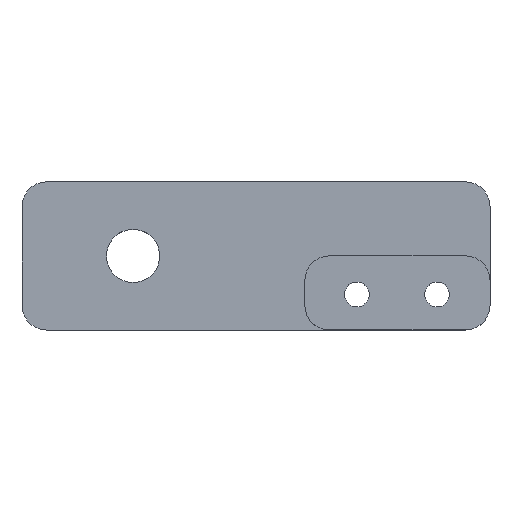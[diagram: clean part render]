
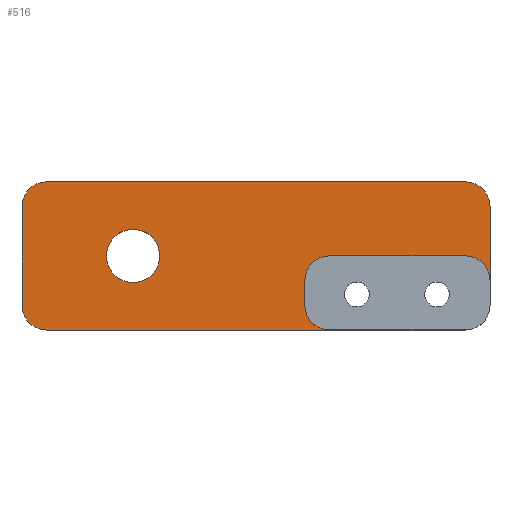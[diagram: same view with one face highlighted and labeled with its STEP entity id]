
A CAD part, top view. The second image highlights one B-rep face of the part: STEP entity #516.
In plain terms, the highlighted planar face has unit normal (0, 0, 1).
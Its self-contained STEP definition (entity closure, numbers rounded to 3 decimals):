
#18=FACE_BOUND('',#76,.T.);
#26=PLANE('',#575);
#45=FACE_OUTER_BOUND('',#75,.T.);
#75=EDGE_LOOP('',(#406,#407,#408,#409,#410,#411,#412,#413,#414,#415,#416,
#417));
#76=EDGE_LOOP('',(#418));
#101=LINE('',#782,#148);
#116=LINE('',#824,#163);
#124=LINE('',#862,#171);
#125=LINE('',#867,#172);
#126=LINE('',#871,#173);
#127=LINE('',#874,#174);
#148=VECTOR('',#618,10.);
#163=VECTOR('',#655,10.);
#171=VECTOR('',#695,10.);
#172=VECTOR('',#700,10.);
#173=VECTOR('',#703,10.);
#174=VECTOR('',#706,10.);
#204=CIRCLE('',#573,2.);
#206=CIRCLE('',#576,2.);
#207=CIRCLE('',#577,2.);
#208=CIRCLE('',#578,2.);
#209=CIRCLE('',#579,2.);
#210=CIRCLE('',#580,2.);
#211=CIRCLE('',#581,2.15);
#224=VERTEX_POINT('',#779);
#225=VERTEX_POINT('',#781);
#240=VERTEX_POINT('',#821);
#241=VERTEX_POINT('',#823);
#252=VERTEX_POINT('',#853);
#254=VERTEX_POINT('',#859);
#255=VERTEX_POINT('',#861);
#256=VERTEX_POINT('',#864);
#257=VERTEX_POINT('',#866);
#258=VERTEX_POINT('',#868);
#259=VERTEX_POINT('',#870);
#260=VERTEX_POINT('',#872);
#261=VERTEX_POINT('',#875);
#275=EDGE_CURVE('',#225,#224,#101,.T.);
#296=EDGE_CURVE('',#241,#240,#116,.T.);
#311=EDGE_CURVE('',#225,#252,#204,.T.);
#314=EDGE_CURVE('',#254,#224,#206,.T.);
#315=EDGE_CURVE('',#254,#255,#124,.T.);
#316=EDGE_CURVE('',#241,#255,#207,.T.);
#317=EDGE_CURVE('',#256,#240,#208,.F.);
#318=EDGE_CURVE('',#256,#257,#125,.T.);
#319=EDGE_CURVE('',#258,#257,#209,.F.);
#320=EDGE_CURVE('',#258,#259,#126,.T.);
#321=EDGE_CURVE('',#260,#259,#210,.F.);
#322=EDGE_CURVE('',#260,#252,#127,.T.);
#323=EDGE_CURVE('',#261,#261,#211,.T.);
#406=ORIENTED_EDGE('',*,*,#311,.F.);
#407=ORIENTED_EDGE('',*,*,#275,.T.);
#408=ORIENTED_EDGE('',*,*,#314,.F.);
#409=ORIENTED_EDGE('',*,*,#315,.T.);
#410=ORIENTED_EDGE('',*,*,#316,.F.);
#411=ORIENTED_EDGE('',*,*,#296,.T.);
#412=ORIENTED_EDGE('',*,*,#317,.F.);
#413=ORIENTED_EDGE('',*,*,#318,.T.);
#414=ORIENTED_EDGE('',*,*,#319,.F.);
#415=ORIENTED_EDGE('',*,*,#320,.T.);
#416=ORIENTED_EDGE('',*,*,#321,.F.);
#417=ORIENTED_EDGE('',*,*,#322,.T.);
#418=ORIENTED_EDGE('',*,*,#323,.T.);
#516=ADVANCED_FACE('',(#45,#18),#26,.T.);
#573=AXIS2_PLACEMENT_3D('',#854,#686,#687);
#575=AXIS2_PLACEMENT_3D('',#858,#691,#692);
#576=AXIS2_PLACEMENT_3D('',#860,#693,#694);
#577=AXIS2_PLACEMENT_3D('',#863,#696,#697);
#578=AXIS2_PLACEMENT_3D('',#865,#698,#699);
#579=AXIS2_PLACEMENT_3D('',#869,#701,#702);
#580=AXIS2_PLACEMENT_3D('',#873,#704,#705);
#581=AXIS2_PLACEMENT_3D('',#876,#707,#708);
#618=DIRECTION('',(-1.,0.,0.));
#655=DIRECTION('',(1.,0.,0.));
#686=DIRECTION('center_axis',(0.,0.,
-1.));
#687=DIRECTION('ref_axis',(0.707,0.707,0.));
#691=DIRECTION('center_axis',(0.,0.,
1.));
#692=DIRECTION('ref_axis',(-1.,0.,0.));
#693=DIRECTION('center_axis',(0.,0.,
-1.));
#694=DIRECTION('ref_axis',(-0.707,0.707,0.));
#695=DIRECTION('',(0.,-1.,0.));
#696=DIRECTION('center_axis',(0.,0.,
-1.));
#697=DIRECTION('ref_axis',(-0.707,-0.707,0.));
#698=DIRECTION('center_axis',(0.,0.,
-1.));
#699=DIRECTION('ref_axis',(-0.707,-0.707,0.));
#700=DIRECTION('',(0.,1.,0.));
#701=DIRECTION('center_axis',(0.,0.,
-1.));
#702=DIRECTION('ref_axis',(-0.707,0.707,0.));
#703=DIRECTION('',(1.,0.,0.));
#704=DIRECTION('center_axis',(0.,0.,
-1.));
#705=DIRECTION('ref_axis',(0.707,0.707,0.));
#706=DIRECTION('',(0.,1.,0.));
#707=DIRECTION('center_axis',(0.,0.,
-1.));
#708=DIRECTION('ref_axis',(-1.,0.,0.));
#779=CARTESIAN_POINT('',(-252.,210.,3.));
#781=CARTESIAN_POINT('',(-218.09,210.,3.));
#782=CARTESIAN_POINT('',(-254.,210.,3.));
#821=CARTESIAN_POINT('',(-229.09,198.,3.));
#823=CARTESIAN_POINT('',(-252.,198.,3.));
#824=CARTESIAN_POINT('',(-216.09,198.,3.));
#853=CARTESIAN_POINT('',(-216.09,208.,3.));
#854=CARTESIAN_POINT('Origin',(-218.09,208.,3.));
#858=CARTESIAN_POINT('Origin',(-235.045,204.,3.));
#859=CARTESIAN_POINT('',(-254.,208.,3.));
#860=CARTESIAN_POINT('Origin',(-252.,208.,3.));
#861=CARTESIAN_POINT('',(-254.,200.,3.));
#862=CARTESIAN_POINT('',(-254.,-220.,3.));
#863=CARTESIAN_POINT('Origin',(-252.,200.,3.));
#864=CARTESIAN_POINT('',(-231.09,200.,3.));
#865=CARTESIAN_POINT('Origin',(-229.09,200.,3.));
#866=CARTESIAN_POINT('',(-231.09,202.,3.));
#867=CARTESIAN_POINT('',(-231.09,204.,3.));
#868=CARTESIAN_POINT('',(-229.09,204.,3.));
#869=CARTESIAN_POINT('Origin',(-229.09,202.,3.));
#870=CARTESIAN_POINT('',(-218.09,204.,3.));
#871=CARTESIAN_POINT('',(-225.568,204.,3.));
#872=CARTESIAN_POINT('',(-216.09,202.,3.));
#873=CARTESIAN_POINT('Origin',(-218.09,202.,3.));
#874=CARTESIAN_POINT('',(-216.09,210.,3.));
#875=CARTESIAN_POINT('',(-242.85,204.,3.));
#876=CARTESIAN_POINT('Origin',(-245.,204.,3.));
